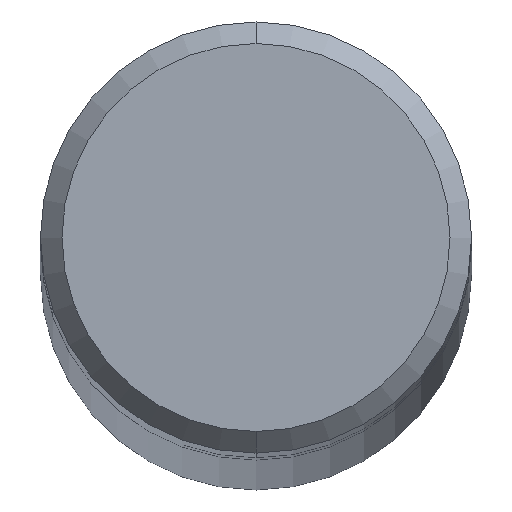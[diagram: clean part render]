
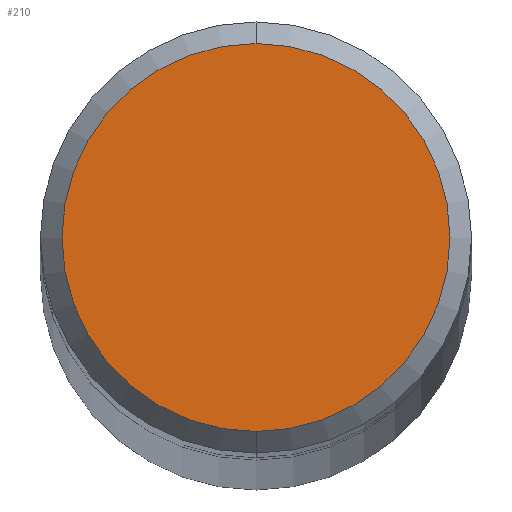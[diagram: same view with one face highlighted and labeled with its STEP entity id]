
A CAD part, top view. The second image highlights one B-rep face of the part: STEP entity #210.
In plain terms, the highlighted planar face has unit normal (0, 0, 1).
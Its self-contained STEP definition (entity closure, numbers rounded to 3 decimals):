
#206=EDGE_CURVE('',#310,#340,#497,.T.);
#210=ADVANCED_FACE('',(#501),#502,.T.);
#284=EDGE_CURVE('',#340,#310,#578,.T.);
#310=VERTEX_POINT('',#606);
#340=VERTEX_POINT('',#639);
#497=CIRCLE('',#835,3.6);
#501=FACE_OUTER_BOUND('',#839,.T.);
#502=PLANE('',#840);
#578=CIRCLE('',#1031,3.6);
#606=CARTESIAN_POINT('',(0.0,3.6,0.));
#639=CARTESIAN_POINT('',(0.,-3.6,0.));
#835=AXIS2_PLACEMENT_3D('',#1420,#1421,#1422);
#839=EDGE_LOOP('',(#1424,#1425));
#840=AXIS2_PLACEMENT_3D('',#1426,#1427,#1428);
#1031=AXIS2_PLACEMENT_3D('',#1470,#1471,#1472);
#1420=CARTESIAN_POINT('',(0.0,0.0,0.));
#1421=DIRECTION('',(0.0,0.0,-1.0));
#1422=DIRECTION('',(0.0,1.0,0.0));
#1424=ORIENTED_EDGE('',*,*,#206,.F.);
#1425=ORIENTED_EDGE('',*,*,#284,.F.);
#1426=CARTESIAN_POINT('',(0.0,1.8,0.));
#1427=DIRECTION('',(-0.0,0.0,1.0));
#1428=DIRECTION('',(0.0,-1.0,0.0));
#1470=CARTESIAN_POINT('',(0.0,0.0,0.));
#1471=DIRECTION('',(0.0,0.0,-1.0));
#1472=DIRECTION('',(0.0,1.0,0.0));
